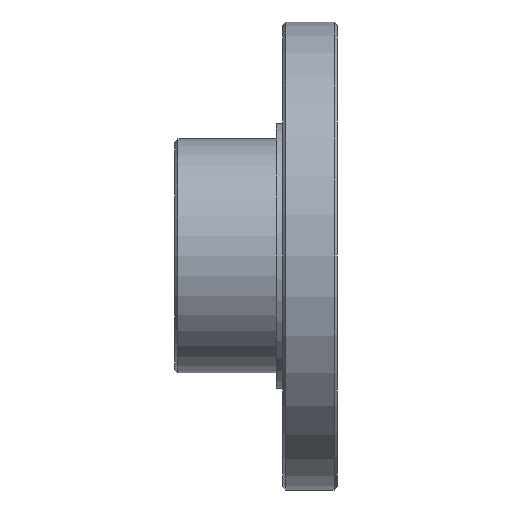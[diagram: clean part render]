
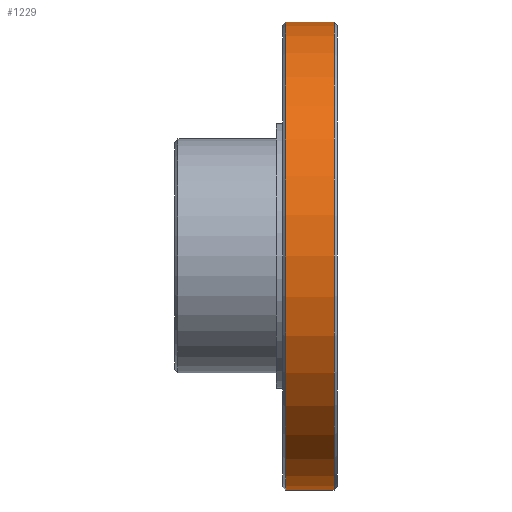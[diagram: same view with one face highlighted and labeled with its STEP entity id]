
A CAD part, left-side view. The second image highlights one B-rep face of the part: STEP entity #1229.
In plain terms, the highlighted cylindrical face has radius 15 mm (diameter 30 mm), a partial arc.
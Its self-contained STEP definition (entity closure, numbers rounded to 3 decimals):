
#49 = CARTESIAN_POINT ( 'NONE',  ( 0., 2., -15. ) ) ;
#139 = DIRECTION ( 'NONE',  ( 0., 0., 1. ) ) ;
#140 = VECTOR ( 'NONE', #496, 1000. ) ;
#209 = CIRCLE ( 'NONE', #1033, 15. ) ;
#343 = EDGE_CURVE ( 'NONE', #1762, #1233, #472, .T. ) ;
#356 = FACE_OUTER_BOUND ( 'NONE', #1241, .T. ) ;
#456 = AXIS2_PLACEMENT_3D ( 'NONE', #1034, #888, #139 ) ;
#472 = LINE ( 'NONE', #799, #140 ) ;
#484 = CARTESIAN_POINT ( 'NONE',  ( 0., 2., 0. ) ) ;
#493 = ORIENTED_EDGE ( 'NONE', *, *, #1441, .T. ) ;
#496 = DIRECTION ( 'NONE',  ( 0., -1., 0. ) ) ;
#538 = CARTESIAN_POINT ( 'NONE',  ( 0., 3.3, 15. ) ) ;
#657 = DIRECTION ( 'NONE',  ( 0., 0., -1. ) ) ;
#666 = CARTESIAN_POINT ( 'NONE',  ( 0., 3.3, -15. ) ) ;
#688 = EDGE_CURVE ( 'NONE', #1185, #1658, #976, .T. ) ;
#716 = AXIS2_PLACEMENT_3D ( 'NONE', #484, #1679, #657 ) ;
#744 = ORIENTED_EDGE ( 'NONE', *, *, #1071, .T. ) ;
#799 = CARTESIAN_POINT ( 'NONE',  ( 0., 2., 15. ) ) ;
#887 = CARTESIAN_POINT ( 'NONE',  ( 0., 3.3, 0. ) ) ;
#888 = DIRECTION ( 'NONE',  ( 0., 1., 0. ) ) ;
#945 = ORIENTED_EDGE ( 'NONE', *, *, #343, .F. ) ;
#963 = CARTESIAN_POINT ( 'NONE',  ( 0., 0.2, 15. ) ) ;
#976 = LINE ( 'NONE', #49, #1829 ) ;
#1033 = AXIS2_PLACEMENT_3D ( 'NONE', #887, #1939, #1930 ) ;
#1034 = CARTESIAN_POINT ( 'NONE',  ( 0., 0.2, 0. ) ) ;
#1071 = EDGE_CURVE ( 'NONE', #1658, #1233, #1091, .T. ) ;
#1091 = CIRCLE ( 'NONE', #456, 15. ) ;
#1105 = ORIENTED_EDGE ( 'NONE', *, *, #688, .T. ) ;
#1128 = CARTESIAN_POINT ( 'NONE',  ( 0., 0.2, -15. ) ) ;
#1185 = VERTEX_POINT ( 'NONE', #666 ) ;
#1229 = ADVANCED_FACE ( 'NONE', ( #356 ), #1541, .T. ) ;
#1233 = VERTEX_POINT ( 'NONE', #963 ) ;
#1241 = EDGE_LOOP ( 'NONE', ( #945, #493, #1105, #744 ) ) ;
#1441 = EDGE_CURVE ( 'NONE', #1762, #1185, #209, .T. ) ;
#1541 = CYLINDRICAL_SURFACE ( 'NONE', #716, 15. ) ;
#1543 = DIRECTION ( 'NONE',  ( 0., -1., 0. ) ) ;
#1658 = VERTEX_POINT ( 'NONE', #1128 ) ;
#1679 = DIRECTION ( 'NONE',  ( 0., -1., 0. ) ) ;
#1762 = VERTEX_POINT ( 'NONE', #538 ) ;
#1829 = VECTOR ( 'NONE', #1543, 1000. ) ;
#1930 = DIRECTION ( 'NONE',  ( 0., 0., 1. ) ) ;
#1939 = DIRECTION ( 'NONE',  ( 0., -1., 0. ) ) ;
